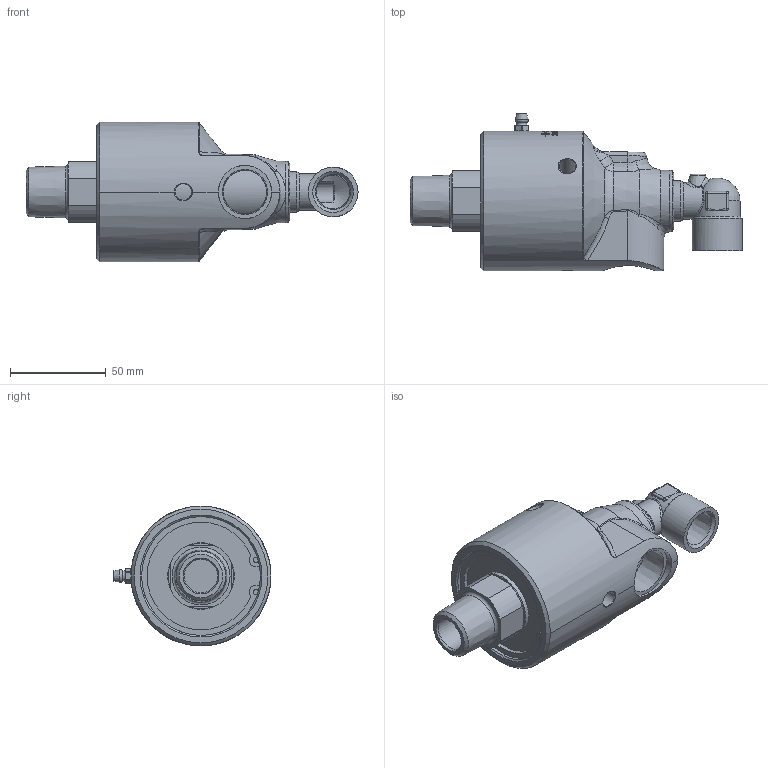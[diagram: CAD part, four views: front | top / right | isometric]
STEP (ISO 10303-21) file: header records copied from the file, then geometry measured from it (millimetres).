
FILE_DESCRIPTION(/* description */ (''),/* implementation_level */ '2;1');
FILE_NAME(/* name */ '255-000-021075-IC.stp',/* time_stamp */ '2020-05-19T13:04:37-05:00',/* author */ ('GALINDOLM'),/* organization */ (''),/* preprocessor_version */ 'ST-DEVELOPER v18',/* originating_system */ 'Autodesk Inventor 2020',/* authorisation */ '');
FILE_SCHEMA (('CONFIG_CONTROL_DESIGN','AUTOMOTIVE_DESIGN { 1 0 10303 214 3 1 1 }'));
Length unit declared in the file: millimetre
Products named in the file (1): 255-000-021075-IC
Bounding box: 173.32 x 82.41 x 73 mm (x, y, z)
Volume: 323406.9 mm3; surface area: 43938 mm2
Topology: 1 solids, 2 shells, 563 faces, 1504 edges, 980 vertices
Faces by surface type: bspline 248, plane 141, cylinder 94, cone 57, torus 12, sphere 11
Full cylindrical faces by diameter (mm): 2.005 x1, 2.794 x2, 3.5 x1, 5.359 x1, 8.6 x3, 11.445 x1, 17.475 x1, 17.5 x1, 19 x1, 22.631 x1, 26 x1, 27.8 x1, 34.8 x1, 62.05 x1
Entity records: 27928 total; most frequent: CARTESIAN_POINT 14907, ORIENTED_EDGE 2988, DIRECTION 2116, EDGE_CURVE 1494, VERTEX_POINT 980, AXIS2_PLACEMENT_3D 819, EDGE_LOOP 610, FACE_OUTER_BOUND 563
